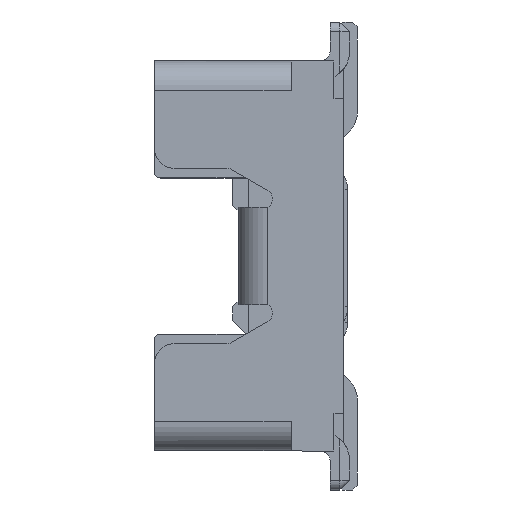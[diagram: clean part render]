
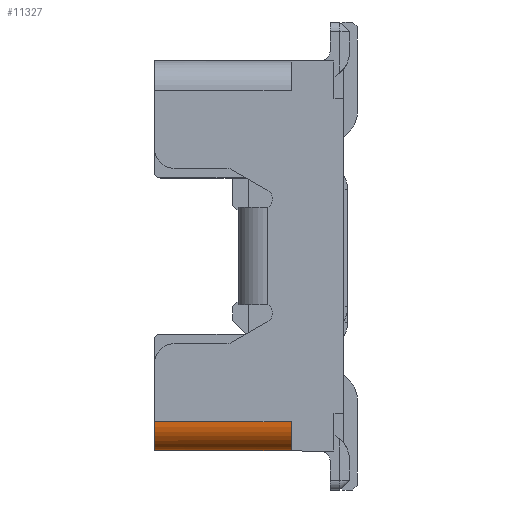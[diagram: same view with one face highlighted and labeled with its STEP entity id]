
A CAD part, left-side view. The second image highlights one B-rep face of the part: STEP entity #11327.
In plain terms, the highlighted cylindrical face has radius 0.15 mm (diameter 0.3 mm), a partial arc.
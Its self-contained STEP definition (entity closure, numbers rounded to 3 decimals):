
#2964 = AXIS2_PLACEMENT_3D ( 'NONE', #36215, #36211, #36210 ) ;
#2965 = AXIS2_PLACEMENT_3D ( 'NONE', #36206, #36204, #36203 ) ;
#3307 = AXIS2_PLACEMENT_3D ( 'NONE', #27437, #27436, #27438 ) ;
#6325 = VERTEX_POINT ( 'NONE', #16462 ) ;
#8276 = EDGE_CURVE ( 'NONE', #30750, #21607, #18447, .T. ) ;
#8277 = EDGE_CURVE ( 'NONE', #6325, #30755, #18449, .T. ) ;
#10318 = EDGE_CURVE ( 'NONE', #30755, #30750, #13742, .T. ) ;
#10920 = EDGE_CURVE ( 'NONE', #21607, #21621, #14492, .T. ) ;
#11327 = ADVANCED_FACE ( 'NONE', ( #15360 ), #15379, .T. ) ;
#12225 = CARTESIAN_POINT ( 'NONE',  ( -2.1, 0.15, -0.85 ) ) ;
#12239 = CARTESIAN_POINT ( 'NONE',  ( -2.1, 0.85, -0.85 ) ) ;
#13298 = DIRECTION ( 'NONE',  ( 0., -1., 0. ) ) ;
#13306 = CARTESIAN_POINT ( 'NONE',  ( -2.1, 0.85, -0.85 ) ) ;
#13742 = LINE ( 'NONE', #38190, #13744 ) ;
#13744 = VECTOR ( 'NONE', #38196, 1000. ) ;
#14492 = LINE ( 'NONE', #13306, #14501 ) ;
#14501 = VECTOR ( 'NONE', #13298, 1000. ) ;
#15360 = FACE_OUTER_BOUND ( 'NONE', #32693, .T. ) ;
#15379 = CYLINDRICAL_SURFACE ( 'NONE', #3307, 0.15 ) ;
#16462 = CARTESIAN_POINT ( 'NONE',  ( -1.98, 0.15, -0.997 ) ) ;
#18447 = CIRCLE ( 'NONE', #2964, 0.15 ) ;
#18449 = CIRCLE ( 'NONE', #2965, 0.15 ) ;
#19658 = AXIS2_PLACEMENT_3D ( 'NONE', #37289, #37290, #37291 ) ;
#21607 = VERTEX_POINT ( 'NONE', #12239 ) ;
#21621 = VERTEX_POINT ( 'NONE', #12225 ) ;
#25957 = EDGE_CURVE ( 'NONE', #21621, #6325, #28159, .T. ) ;
#27436 = DIRECTION ( 'NONE',  ( 0., -1., 0. ) ) ;
#27437 = CARTESIAN_POINT ( 'NONE',  ( -1.95, 0.85, -0.85 ) ) ;
#27438 = DIRECTION ( 'NONE',  ( 0., 0., -1. ) ) ;
#28159 = CIRCLE ( 'NONE', #19658, 0.15 ) ;
#30375 = ORIENTED_EDGE ( 'NONE', *, *, #10920, .F. ) ;
#30376 = ORIENTED_EDGE ( 'NONE', *, *, #25957, .F. ) ;
#30377 = ORIENTED_EDGE ( 'NONE', *, *, #8277, .F. ) ;
#30378 = ORIENTED_EDGE ( 'NONE', *, *, #10318, .F. ) ;
#30379 = ORIENTED_EDGE ( 'NONE', *, *, #8276, .F. ) ;
#30750 = VERTEX_POINT ( 'NONE', #34156 ) ;
#30755 = VERTEX_POINT ( 'NONE', #34161 ) ;
#32693 = EDGE_LOOP ( 'NONE', ( #30379, #30378, #30377, #30376, #30375 ) ) ;
#34156 = CARTESIAN_POINT ( 'NONE',  ( -1.95, 0.85, -1. ) ) ;
#34161 = CARTESIAN_POINT ( 'NONE',  ( -1.95, 0.15, -1. ) ) ;
#36203 = DIRECTION ( 'NONE',  ( 0., 0., 1. ) ) ;
#36204 = DIRECTION ( 'NONE',  ( 0., -1., 0. ) ) ;
#36206 = CARTESIAN_POINT ( 'NONE',  ( -1.95, 0.15, -0.85 ) ) ;
#36210 = DIRECTION ( 'NONE',  ( 0., 0., 1. ) ) ;
#36211 = DIRECTION ( 'NONE',  ( 0., 1., 0. ) ) ;
#36215 = CARTESIAN_POINT ( 'NONE',  ( -1.95, 0.85, -0.85 ) ) ;
#37289 = CARTESIAN_POINT ( 'NONE',  ( -1.95, 0.15, -0.85 ) ) ;
#37290 = DIRECTION ( 'NONE',  ( 0., -1., 0. ) ) ;
#37291 = DIRECTION ( 'NONE',  ( 0., 0., -1. ) ) ;
#38190 = CARTESIAN_POINT ( 'NONE',  ( -1.95, 0.85, -1. ) ) ;
#38196 = DIRECTION ( 'NONE',  ( 0., 1., 0. ) ) ;
